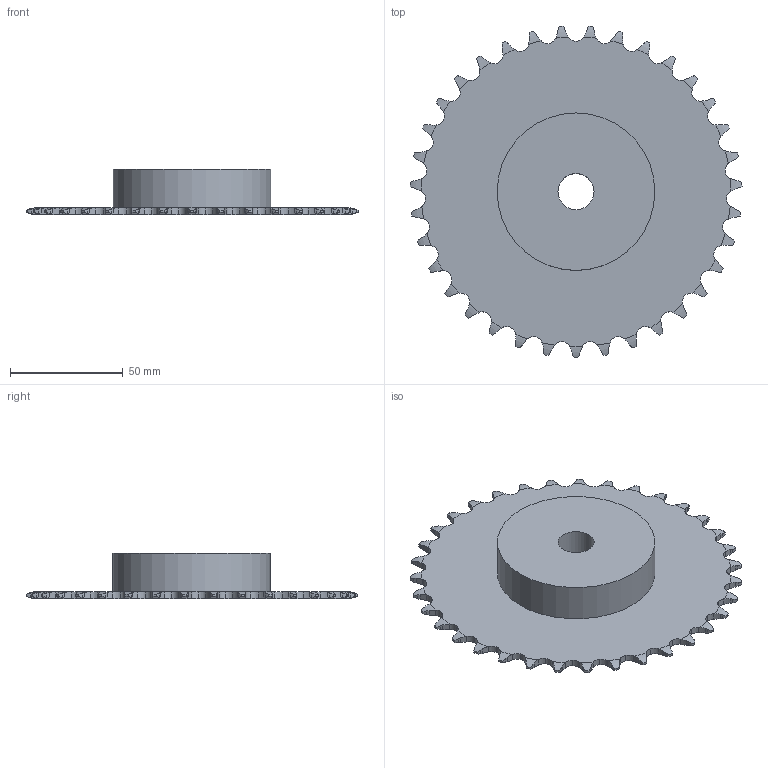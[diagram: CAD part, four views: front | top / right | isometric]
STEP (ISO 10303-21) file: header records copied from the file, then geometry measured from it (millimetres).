
FILE_DESCRIPTION(('FreeCAD Model'),'2;1');
FILE_NAME('Open CASCADE Shape Model','2021-04-18T15:57:16',('FreeCAD'),( 'FreeCAD'),'Open CASCADE STEP processor 7.4','FreeCAD','Unknown');
FILE_SCHEMA(('AUTOMOTIVE_DESIGN { 1 0 10303 214 1 1 1 1 }'));
Length unit declared in the file: millimetre
Products named in the file (1): Open CASCADE STEP translator 7.4 28
Bounding box: 147.52 x 147.38 x 20 mm (x, y, z)
Volume: 106723.4 mm3; surface area: 36580.2 mm2
Topology: 1 solids, 1 shells, 391 faces, 1162 edges, 775 vertices
Faces by surface type: cylinder 247, plane 74, torus 70
Full cylindrical faces by diameter (mm): 16 x1, 70 x1
Entity records: 34838 total; most frequent: CARTESIAN_POINT 14559, DIRECTION 3084, ORIENTED_EDGE 2324, PCURVE 2324, DEFINITIONAL_REPRESENTATION 2324, LINE 1581, VECTOR 1581, B_SPLINE_CURVE_WITH_KNOTS 1260
